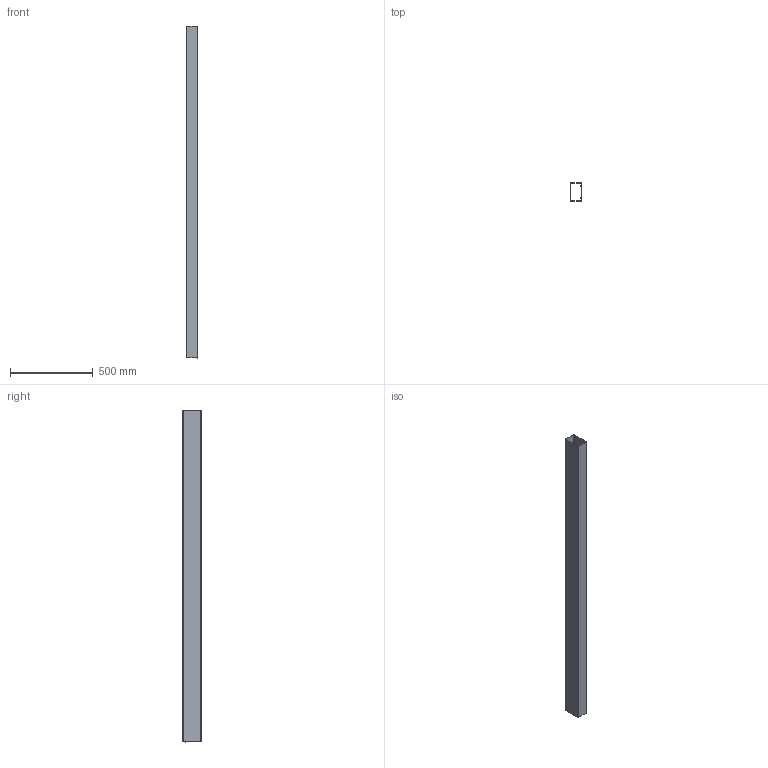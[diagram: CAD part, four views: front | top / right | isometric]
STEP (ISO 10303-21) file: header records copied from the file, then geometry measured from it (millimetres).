
FILE_DESCRIPTION (( 'STEP AP214' ), '1' );
FILE_NAME ('7216600.stp', '2017-11-13T09:26:33', ( '' ), ( '' ), 'SwSTEP 2.0', 'SolidWorks 2016', '' );
FILE_SCHEMA (( 'AUTOMOTIVE_DESIGN' ));
Length unit declared in the file: millimetre
Products named in the file (6): 051939_Standard; 086202_Standard; 072300_Standard; 051942_L=2000; 051942T1_L=2000; 7216600
Assembly tree (5 placements, depth 4):
  7216600
    051942_L=2000
      051942T1_L=2000
    051939_Standard
      086202_Standard
        072300_Standard
Bounding box: 70 x 110 x 2000 mm (x, y, z)
Volume: 699496.8 mm3; surface area: 1481122 mm2
Topology: 2 solids, 2 shells, 78 faces, 158 edges, 84 vertices
Faces by surface type: plane 56, cylinder 22
Entity records: 2153 total; most frequent: DIRECTION 380, CARTESIAN_POINT 331, ORIENTED_EDGE 316, EDGE_CURVE 158, AXIS2_PLACEMENT_3D 133, LINE 114, VECTOR 114, VERTEX_POINT 84
